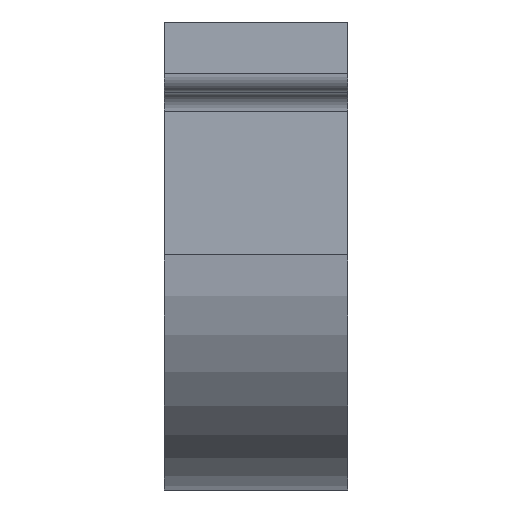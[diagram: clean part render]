
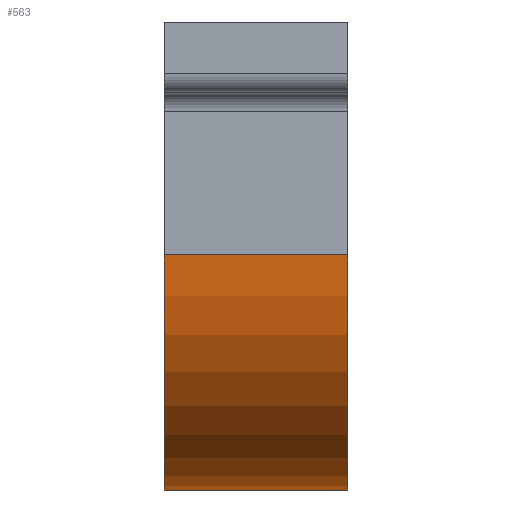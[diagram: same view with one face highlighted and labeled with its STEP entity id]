
A CAD part, left-side view. The second image highlights one B-rep face of the part: STEP entity #563.
In plain terms, the highlighted cylindrical face has radius 15.951 mm (diameter 31.902 mm), a partial arc.
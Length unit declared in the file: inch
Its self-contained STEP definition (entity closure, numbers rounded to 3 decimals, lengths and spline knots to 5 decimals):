
#15 = EDGE_CURVE ( 'NONE', #253, #508, #584, .T. ) ;
#17 = CARTESIAN_POINT ( 'NONE',  ( -0.628, 0., 0. ) ) ;
#19 = ORIENTED_EDGE ( 'NONE', *, *, #23, .T. ) ;
#23 = EDGE_CURVE ( 'NONE', #253, #420, #915, .T. ) ;
#36 = EDGE_CURVE ( 'NONE', #420, #868, #274, .T. ) ;
#37 = CARTESIAN_POINT ( 'NONE',  ( 0., 0.491, 0. ) ) ;
#39 = EDGE_CURVE ( 'NONE', #508, #868, #299, .T. ) ;
#41 = ORIENTED_EDGE ( 'NONE', *, *, #39, .F. ) ;
#51 = ORIENTED_EDGE ( 'NONE', *, *, #36, .T. ) ;
#103 = FACE_OUTER_BOUND ( 'NONE', #315, .T. ) ;
#253 = VERTEX_POINT ( 'NONE', #580 ) ;
#274 = CIRCLE ( 'NONE', #534, 0.628 ) ;
#284 = CARTESIAN_POINT ( 'NONE',  ( 0., 0.491, 0. ) ) ;
#299 = LINE ( 'NONE', #697, #809 ) ;
#315 = EDGE_LOOP ( 'NONE', ( #322, #19, #51, #41 ) ) ;
#322 = ORIENTED_EDGE ( 'NONE', *, *, #15, .F. ) ;
#396 = AXIS2_PLACEMENT_3D ( 'NONE', #284, #426, #768 ) ;
#402 = CYLINDRICAL_SURFACE ( 'NONE', #396, 0.628 ) ;
#420 = VERTEX_POINT ( 'NONE', #647 ) ;
#426 = DIRECTION ( 'NONE',  ( 0., -1., 0. ) ) ;
#508 = VERTEX_POINT ( 'NONE', #919 ) ;
#534 = AXIS2_PLACEMENT_3D ( 'NONE', #571, #568, #561 ) ;
#561 = DIRECTION ( 'NONE',  ( 0., 0., 1. ) ) ;
#563 = ADVANCED_FACE ( 'NONE', ( #103 ), #402, .T. ) ;
#568 = DIRECTION ( 'NONE',  ( 0., 1., 0. ) ) ;
#571 = CARTESIAN_POINT ( 'NONE',  ( 0., 0., 0. ) ) ;
#573 = AXIS2_PLACEMENT_3D ( 'NONE', #37, #774, #769 ) ;
#580 = CARTESIAN_POINT ( 'NONE',  ( 0., 0.491, -0.628 ) ) ;
#584 = CIRCLE ( 'NONE', #573, 0.628 ) ;
#639 = CARTESIAN_POINT ( 'NONE',  ( 0., 0.491, -0.628 ) ) ;
#647 = CARTESIAN_POINT ( 'NONE',  ( 0., 0., -0.628 ) ) ;
#697 = CARTESIAN_POINT ( 'NONE',  ( -0.628, 0.491, 0. ) ) ;
#740 = VECTOR ( 'NONE', #906, 39.37008 ) ;
#768 = DIRECTION ( 'NONE',  ( 0., 0., -1. ) ) ;
#769 = DIRECTION ( 'NONE',  ( 0., 0., 1. ) ) ;
#774 = DIRECTION ( 'NONE',  ( 0., 1., 0. ) ) ;
#809 = VECTOR ( 'NONE', #834, 39.37008 ) ;
#834 = DIRECTION ( 'NONE',  ( 0., -1., 0. ) ) ;
#868 = VERTEX_POINT ( 'NONE', #17 ) ;
#906 = DIRECTION ( 'NONE',  ( 0., -1., 0. ) ) ;
#915 = LINE ( 'NONE', #639, #740 ) ;
#919 = CARTESIAN_POINT ( 'NONE',  ( -0.628, 0.491, 0. ) ) ;
